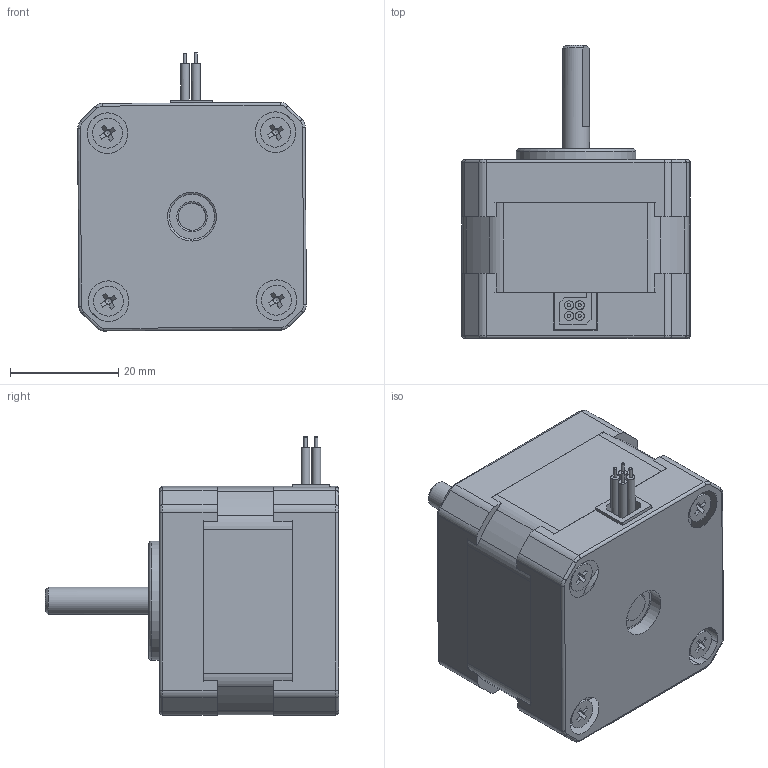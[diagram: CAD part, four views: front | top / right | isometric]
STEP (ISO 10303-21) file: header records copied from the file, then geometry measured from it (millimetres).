
FILE_DESCRIPTION(/* description */ (''),/* implementation_level */ '2;1');
FILE_NAME(/* name */ 'Nema Motor.step',/* time_stamp */ '2018-11-08T23:30:06-05:00',/* author */ ('will.donaldson22'),/* organization */ (''),/* preprocessor_version */ 'ST-DEVELOPER v17.2',/* originating_system */ 'Autodesk Translation Framework v7.6.0.251',/* authorisation */ '');
FILE_SCHEMA (('AUTOMOTIVE_DESIGN { 1 0 10303 214 3 1 1 }'));
Length unit declared in the file: millimetre
Products named in the file (3): Nema Motor; Modified Nema 17 v2; Nema 17 Stepper motor v2
Assembly tree (2 placements, depth 3):
  Nema Motor
    Modified Nema 17 v2
      Nema 17 Stepper motor v2
Bounding box: 42.19 x 54.1 x 51.3 mm (x, y, z)
Volume: 44339.2 mm3; surface area: 22252.8 mm2
Topology: 11 solids, 11 shells, 350 faces, 906 edges, 595 vertices
Faces by surface type: plane 165, cylinder 101, cone 50, torus 34
Full cylindrical faces by diameter (mm): 0.559 x4, 1.615 x4, 2.5 x12, 3 x4, 5 x3, 5.5 x4, 7.3 x1, 8.3 x4, 9 x1, 12.7 x4, 16 x4, 22 x1, 23 x1, 31 x1, 33 x1
Entity records: 10976 total; most frequent: DIRECTION 2049, CARTESIAN_POINT 1920, ORIENTED_EDGE 1804, EDGE_CURVE 902, AXIS2_PLACEMENT_3D 826, VERTEX_POINT 595, CIRCLE 455, EDGE_LOOP 405
